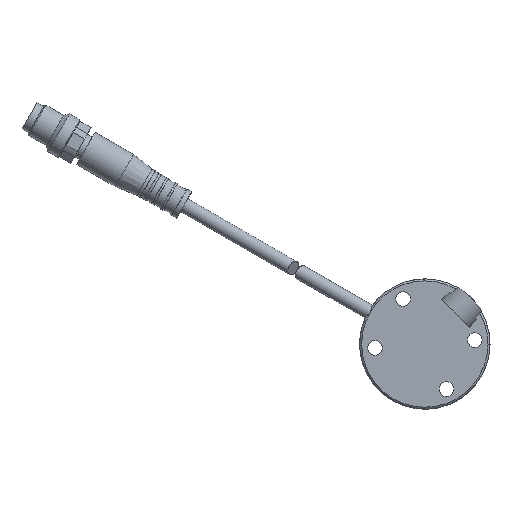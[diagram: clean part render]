
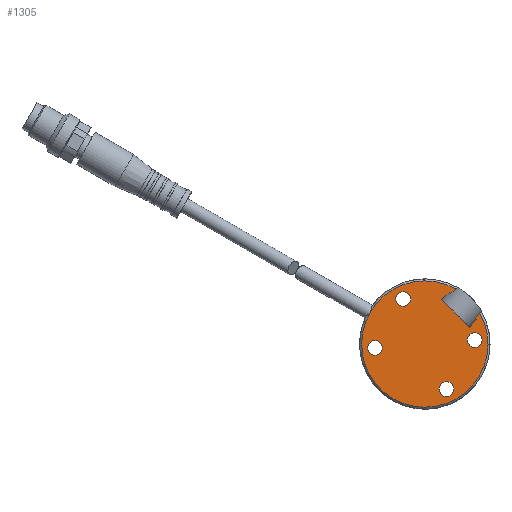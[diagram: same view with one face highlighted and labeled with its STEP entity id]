
A CAD part, front view. The second image highlights one B-rep face of the part: STEP entity #1305.
In plain terms, the highlighted planar face has unit normal (0, -1, 0).
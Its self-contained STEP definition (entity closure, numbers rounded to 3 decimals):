
#48=LINE('',#2528,#111);
#51=LINE('',#2537,#114);
#54=LINE('',#2546,#117);
#70=LINE('',#2634,#133);
#71=LINE('',#2635,#134);
#72=LINE('',#2636,#135);
#73=LINE('',#2637,#136);
#111=VECTOR('',#2053,1000.);
#114=VECTOR('',#2060,1000.);
#117=VECTOR('',#2067,1000.);
#133=VECTOR('',#2143,1000.);
#134=VECTOR('',#2144,1000.);
#135=VECTOR('',#2145,1000.);
#136=VECTOR('',#2146,1000.);
#180=PLANE('',#1882);
#210=CIRCLE('',#1846,14.55);
#233=CIRCLE('',#1881,14.55);
#234=CIRCLE('',#1883,1.7);
#235=CIRCLE('',#1884,1.7);
#236=CIRCLE('',#1885,1.7);
#237=CIRCLE('',#1886,1.7);
#376=ORIENTED_EDGE('',*,*,#693,.T.);
#377=ORIENTED_EDGE('',*,*,#642,.T.);
#378=ORIENTED_EDGE('',*,*,#692,.T.);
#379=ORIENTED_EDGE('',*,*,#694,.T.);
#380=ORIENTED_EDGE('',*,*,#655,.T.);
#381=ORIENTED_EDGE('',*,*,#695,.T.);
#382=ORIENTED_EDGE('',*,*,#647,.T.);
#383=ORIENTED_EDGE('',*,*,#696,.T.);
#384=ORIENTED_EDGE('',*,*,#651,.T.);
#385=ORIENTED_EDGE('',*,*,#697,.T.);
#386=ORIENTED_EDGE('',*,*,#698,.T.);
#387=ORIENTED_EDGE('',*,*,#699,.T.);
#388=ORIENTED_EDGE('',*,*,#700,.T.);
#642=EDGE_CURVE('',#806,#802,#210,.T.);
#647=EDGE_CURVE('',#811,#810,#48,.T.);
#651=EDGE_CURVE('',#815,#814,#51,.T.);
#655=EDGE_CURVE('',#819,#818,#54,.T.);
#692=EDGE_CURVE('',#802,#847,#233,.T.);
#693=EDGE_CURVE('',#848,#848,#234,.T.);
#694=EDGE_CURVE('',#847,#819,#70,.T.);
#695=EDGE_CURVE('',#818,#811,#71,.T.);
#696=EDGE_CURVE('',#810,#815,#72,.T.);
#697=EDGE_CURVE('',#814,#806,#73,.T.);
#698=EDGE_CURVE('',#849,#849,#235,.T.);
#699=EDGE_CURVE('',#850,#850,#236,.T.);
#700=EDGE_CURVE('',#851,#851,#237,.T.);
#802=VERTEX_POINT('',#2493);
#806=VERTEX_POINT('',#2515);
#810=VERTEX_POINT('',#2527);
#811=VERTEX_POINT('',#2529);
#814=VERTEX_POINT('',#2536);
#815=VERTEX_POINT('',#2538);
#818=VERTEX_POINT('',#2545);
#819=VERTEX_POINT('',#2547);
#847=VERTEX_POINT('',#2629);
#848=VERTEX_POINT('',#2633);
#849=VERTEX_POINT('',#2639);
#850=VERTEX_POINT('',#2641);
#851=VERTEX_POINT('',#2643);
#957=EDGE_LOOP('',(#376));
#958=EDGE_LOOP('',(#377,#378,#379,#380,#381,#382,#383,#384,#385));
#959=EDGE_LOOP('',(#386));
#960=EDGE_LOOP('',(#387));
#961=EDGE_LOOP('',(#388));
#1117=FACE_BOUND('',#957,.T.);
#1118=FACE_BOUND('',#958,.T.);
#1119=FACE_BOUND('',#959,.T.);
#1120=FACE_BOUND('',#960,.T.);
#1121=FACE_BOUND('',#961,.T.);
#1305=ADVANCED_FACE('',(#1117,#1118,#1119,#1120,#1121),#180,.F.);
#1846=AXIS2_PLACEMENT_3D('',#2514,#2044,#2045);
#1881=AXIS2_PLACEMENT_3D('',#2630,#2137,#2138);
#1882=AXIS2_PLACEMENT_3D('',#2631,#2139,#2140);
#1883=AXIS2_PLACEMENT_3D('',#2632,#2141,#2142);
#1884=AXIS2_PLACEMENT_3D('',#2638,#2147,#2148);
#1885=AXIS2_PLACEMENT_3D('',#2640,#2149,#2150);
#1886=AXIS2_PLACEMENT_3D('',#2642,#2151,#2152);
#2044=DIRECTION('',(0.,-1.,0.));
#2045=DIRECTION('',(0.,0.,-1.));
#2053=DIRECTION('',(-0.707,0.,0.707));
#2060=DIRECTION('',(0.707,0.,-0.707));
#2067=DIRECTION('',(0.707,0.,-0.707));
#2137=DIRECTION('',(0.,-1.,0.));
#2138=DIRECTION('',(0.,0.,-1.));
#2139=DIRECTION('',(0.,1.,0.));
#2140=DIRECTION('',(0.,0.,1.));
#2141=DIRECTION('',(0.,1.,0.));
#2142=DIRECTION('',(0.,0.,1.));
#2143=DIRECTION('',(-0.707,0.,-0.707));
#2144=DIRECTION('',(-0.707,0.,-0.707));
#2145=DIRECTION('',(0.707,0.,0.707));
#2146=DIRECTION('',(0.707,0.,0.707));
#2147=DIRECTION('',(0.,1.,0.));
#2148=DIRECTION('',(0.,0.,1.));
#2149=DIRECTION('',(0.,1.,0.));
#2150=DIRECTION('',(0.,0.,1.));
#2151=DIRECTION('',(0.,1.,0.));
#2152=DIRECTION('',(0.,0.,1.));
#2493=CARTESIAN_POINT('',(-12.601,0.,7.275));
#2514=CARTESIAN_POINT('',(0.,0.,0.));
#2515=CARTESIAN_POINT('',(7.109,0.,12.695));
#2527=CARTESIAN_POINT('',(3.889,0.,10.253));
#2528=CARTESIAN_POINT('',(14.346,0.,-0.204));
#2529=CARTESIAN_POINT('',(10.253,0.,3.889));
#2536=CARTESIAN_POINT('',(5.975,0.,11.561));
#2537=CARTESIAN_POINT('',(16.043,0.,1.493));
#2538=CARTESIAN_POINT('',(5.586,0.,11.95));
#2545=CARTESIAN_POINT('',(11.95,0.,5.586));
#2546=CARTESIAN_POINT('',(16.043,0.,1.493));
#2547=CARTESIAN_POINT('',(11.561,0.,5.975));
#2629=CARTESIAN_POINT('',(12.695,0.,7.109));
#2630=CARTESIAN_POINT('',(0.,0.,0.));
#2631=CARTESIAN_POINT('',(14.55,0.,0.));
#2632=CARTESIAN_POINT('',(11.477,0.,0.879));
#2633=CARTESIAN_POINT('',(11.477,0.,2.579));
#2634=CARTESIAN_POINT('',(10.068,0.,4.482));
#2635=CARTESIAN_POINT('',(10.457,0.,4.093));
#2636=CARTESIAN_POINT('',(4.093,0.,10.457));
#2637=CARTESIAN_POINT('',(4.482,0.,10.068));
#2638=CARTESIAN_POINT('',(-4.977,0.,10.379));
#2639=CARTESIAN_POINT('',(-4.977,0.,12.079));
#2640=CARTESIAN_POINT('',(-11.477,0.,-0.879));
#2641=CARTESIAN_POINT('',(-11.477,0.,0.821));
#2642=CARTESIAN_POINT('',(4.977,0.,-10.379));
#2643=CARTESIAN_POINT('',(4.977,0.,-8.679));
